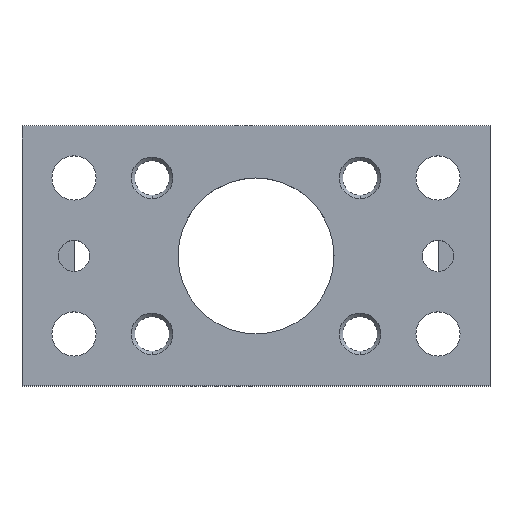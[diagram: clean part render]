
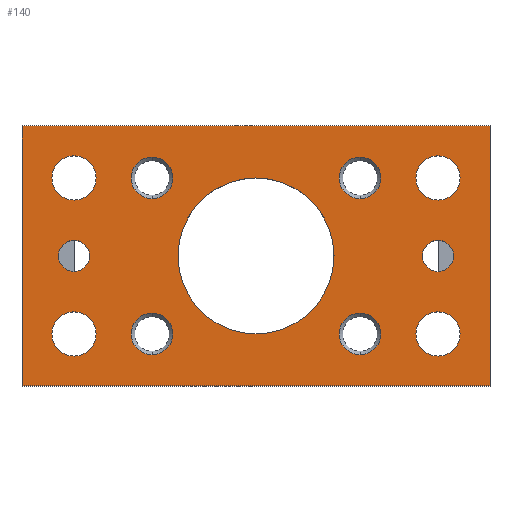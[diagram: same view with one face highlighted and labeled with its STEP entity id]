
A CAD part, top view. The second image highlights one B-rep face of the part: STEP entity #140.
In plain terms, the highlighted planar face has unit normal (0, 0, 1).
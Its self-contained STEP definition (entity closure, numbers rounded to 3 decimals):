
#140=ADVANCED_FACE('',(#285,#286,#287,#288,#289,#290,#291,#292,#293,#294,#295,#296),#297,.T.);
#285=FACE_BOUND('',#445,.T.);
#286=FACE_BOUND('',#446,.T.);
#287=FACE_BOUND('',#447,.T.);
#288=FACE_BOUND('',#448,.T.);
#289=FACE_BOUND('',#449,.T.);
#290=FACE_BOUND('',#450,.T.);
#291=FACE_BOUND('',#451,.T.);
#292=FACE_BOUND('',#452,.T.);
#293=FACE_BOUND('',#453,.T.);
#294=FACE_BOUND('',#454,.T.);
#295=FACE_BOUND('',#455,.T.);
#296=FACE_OUTER_BOUND('',#456,.T.);
#297=PLANE('',#457);
#445=EDGE_LOOP('',(#991,#992));
#446=EDGE_LOOP('',(#993,#994));
#447=EDGE_LOOP('',(#995,#996));
#448=EDGE_LOOP('',(#997,#998));
#449=EDGE_LOOP('',(#999,#1000));
#450=EDGE_LOOP('',(#1001,#1002));
#451=EDGE_LOOP('',(#1003,#1004));
#452=EDGE_LOOP('',(#1005,#1006));
#453=EDGE_LOOP('',(#1007,#1008));
#454=EDGE_LOOP('',(#1009,#1010));
#455=EDGE_LOOP('',(#1011,#1012));
#456=EDGE_LOOP('',(#1013,#1014,#1015,#1016));
#457=AXIS2_PLACEMENT_3D('',#1017,#1018,#1019);
#991=ORIENTED_EDGE('',*,*,#1129,.T.);
#992=ORIENTED_EDGE('',*,*,#1223,.T.);
#993=ORIENTED_EDGE('',*,*,#1118,.T.);
#994=ORIENTED_EDGE('',*,*,#1225,.T.);
#995=ORIENTED_EDGE('',*,*,#1107,.T.);
#996=ORIENTED_EDGE('',*,*,#1227,.T.);
#997=ORIENTED_EDGE('',*,*,#1096,.T.);
#998=ORIENTED_EDGE('',*,*,#1229,.T.);
#999=ORIENTED_EDGE('',*,*,#1082,.T.);
#1000=ORIENTED_EDGE('',*,*,#1231,.T.);
#1001=ORIENTED_EDGE('',*,*,#1077,.T.);
#1002=ORIENTED_EDGE('',*,*,#1232,.T.);
#1003=ORIENTED_EDGE('',*,*,#1073,.T.);
#1004=ORIENTED_EDGE('',*,*,#1233,.T.);
#1005=ORIENTED_EDGE('',*,*,#1069,.T.);
#1006=ORIENTED_EDGE('',*,*,#1234,.T.);
#1007=ORIENTED_EDGE('',*,*,#1065,.T.);
#1008=ORIENTED_EDGE('',*,*,#1235,.T.);
#1009=ORIENTED_EDGE('',*,*,#1061,.T.);
#1010=ORIENTED_EDGE('',*,*,#1236,.T.);
#1011=ORIENTED_EDGE('',*,*,#1057,.T.);
#1012=ORIENTED_EDGE('',*,*,#1237,.T.);
#1013=ORIENTED_EDGE('',*,*,#1238,.T.);
#1014=ORIENTED_EDGE('',*,*,#1239,.T.);
#1015=ORIENTED_EDGE('',*,*,#1240,.T.);
#1016=ORIENTED_EDGE('',*,*,#1241,.T.);
#1017=CARTESIAN_POINT('',(0.0,0.0,10.0));
#1018=DIRECTION('',(0.0,0.0,1.0));
#1019=DIRECTION('',(1.0,0.0,0.0));
#1057=EDGE_CURVE('',#1249,#1246,#1250,.T.);
#1061=EDGE_CURVE('',#1257,#1254,#1258,.T.);
#1065=EDGE_CURVE('',#1265,#1262,#1266,.T.);
#1069=EDGE_CURVE('',#1273,#1270,#1274,.T.);
#1073=EDGE_CURVE('',#1281,#1278,#1282,.T.);
#1077=EDGE_CURVE('',#1289,#1286,#1290,.T.);
#1082=EDGE_CURVE('',#1299,#1296,#1300,.T.);
#1096=EDGE_CURVE('',#1319,#1322,#1324,.T.);
#1107=EDGE_CURVE('',#1338,#1341,#1343,.T.);
#1118=EDGE_CURVE('',#1357,#1360,#1362,.T.);
#1129=EDGE_CURVE('',#1376,#1379,#1381,.T.);
#1223=EDGE_CURVE('',#1379,#1376,#1529,.T.);
#1225=EDGE_CURVE('',#1360,#1357,#1531,.T.);
#1227=EDGE_CURVE('',#1341,#1338,#1533,.T.);
#1229=EDGE_CURVE('',#1322,#1319,#1535,.T.);
#1231=EDGE_CURVE('',#1296,#1299,#1537,.T.);
#1232=EDGE_CURVE('',#1286,#1289,#1538,.T.);
#1233=EDGE_CURVE('',#1278,#1281,#1539,.T.);
#1234=EDGE_CURVE('',#1270,#1273,#1540,.T.);
#1235=EDGE_CURVE('',#1262,#1265,#1541,.T.);
#1236=EDGE_CURVE('',#1254,#1257,#1542,.T.);
#1237=EDGE_CURVE('',#1246,#1249,#1543,.T.);
#1238=EDGE_CURVE('',#1544,#1545,#1546,.T.);
#1239=EDGE_CURVE('',#1545,#1547,#1548,.T.);
#1240=EDGE_CURVE('',#1547,#1549,#1550,.T.);
#1241=EDGE_CURVE('',#1549,#1544,#1551,.T.);
#1246=VERTEX_POINT('',#1556);
#1249=VERTEX_POINT('',#1560);
#1250=CIRCLE('',#1561,15.0);
#1254=VERTEX_POINT('',#1566);
#1257=VERTEX_POINT('',#1570);
#1258=CIRCLE('',#1571,4.25);
#1262=VERTEX_POINT('',#1576);
#1265=VERTEX_POINT('',#1580);
#1266=CIRCLE('',#1581,4.25);
#1270=VERTEX_POINT('',#1586);
#1273=VERTEX_POINT('',#1590);
#1274=CIRCLE('',#1591,4.25);
#1278=VERTEX_POINT('',#1596);
#1281=VERTEX_POINT('',#1600);
#1282=CIRCLE('',#1601,4.25);
#1286=VERTEX_POINT('',#1606);
#1289=VERTEX_POINT('',#1610);
#1290=CIRCLE('',#1611,3.0);
#1296=VERTEX_POINT('',#1618);
#1299=VERTEX_POINT('',#1622);
#1300=CIRCLE('',#1623,3.0);
#1319=VERTEX_POINT('',#1647);
#1322=VERTEX_POINT('',#1651);
#1324=CIRCLE('',#1654,4.0);
#1338=VERTEX_POINT('',#1672);
#1341=VERTEX_POINT('',#1676);
#1343=CIRCLE('',#1679,4.0);
#1357=VERTEX_POINT('',#1697);
#1360=VERTEX_POINT('',#1701);
#1362=CIRCLE('',#1704,4.0);
#1376=VERTEX_POINT('',#1722);
#1379=VERTEX_POINT('',#1726);
#1381=CIRCLE('',#1729,4.0);
#1529=CIRCLE('',#1941,4.0);
#1531=CIRCLE('',#1943,4.0);
#1533=CIRCLE('',#1945,4.0);
#1535=CIRCLE('',#1947,4.0);
#1537=CIRCLE('',#1949,3.0);
#1538=CIRCLE('',#1950,3.0);
#1539=CIRCLE('',#1951,4.25);
#1540=CIRCLE('',#1952,4.25);
#1541=CIRCLE('',#1953,4.25);
#1542=CIRCLE('',#1954,4.25);
#1543=CIRCLE('',#1955,15.0);
#1544=VERTEX_POINT('',#1956);
#1545=VERTEX_POINT('',#1957);
#1546=LINE('',#1958,#1959);
#1547=VERTEX_POINT('',#1960);
#1548=LINE('',#1961,#1962);
#1549=VERTEX_POINT('',#1963);
#1550=LINE('',#1964,#1965);
#1551=LINE('',#1966,#1967);
#1556=CARTESIAN_POINT('',(15.0,0.,10.0));
#1560=CARTESIAN_POINT('',(-15.0,0.,10.0));
#1561=AXIS2_PLACEMENT_3D('',#1977,#1978,#1979);
#1566=CARTESIAN_POINT('',(-30.75,-15.0,10.0));
#1570=CARTESIAN_POINT('',(-39.25,-15.0,10.0));
#1571=AXIS2_PLACEMENT_3D('',#1985,#1986,#1987);
#1576=CARTESIAN_POINT('',(-30.75,15.0,10.0));
#1580=CARTESIAN_POINT('',(-39.25,15.0,10.0));
#1581=AXIS2_PLACEMENT_3D('',#1993,#1994,#1995);
#1586=CARTESIAN_POINT('',(39.25,-15.0,10.0));
#1590=CARTESIAN_POINT('',(30.75,-15.0,10.0));
#1591=AXIS2_PLACEMENT_3D('',#2001,#2002,#2003);
#1596=CARTESIAN_POINT('',(39.25,15.0,10.0));
#1600=CARTESIAN_POINT('',(30.75,15.0,10.0));
#1601=AXIS2_PLACEMENT_3D('',#2009,#2010,#2011);
#1606=CARTESIAN_POINT('',(-32.0,0.,10.0));
#1610=CARTESIAN_POINT('',(-38.0,0.,10.0));
#1611=AXIS2_PLACEMENT_3D('',#2017,#2018,#2019);
#1618=CARTESIAN_POINT('',(38.0,0.,10.0));
#1622=CARTESIAN_POINT('',(32.0,0.,10.0));
#1623=AXIS2_PLACEMENT_3D('',#2028,#2029,#2030);
#1647=CARTESIAN_POINT('',(-20.0,-11.0,10.0));
#1651=CARTESIAN_POINT('',(-20.0,-19.0,10.0));
#1654=AXIS2_PLACEMENT_3D('',#2056,#2057,#2058);
#1672=CARTESIAN_POINT('',(-20.0,19.0,10.0));
#1676=CARTESIAN_POINT('',(-20.0,11.0,10.0));
#1679=AXIS2_PLACEMENT_3D('',#2077,#2078,#2079);
#1697=CARTESIAN_POINT('',(20.0,-11.0,10.0));
#1701=CARTESIAN_POINT('',(20.0,-19.0,10.0));
#1704=AXIS2_PLACEMENT_3D('',#2098,#2099,#2100);
#1722=CARTESIAN_POINT('',(20.0,19.0,10.0));
#1726=CARTESIAN_POINT('',(20.0,11.0,10.0));
#1729=AXIS2_PLACEMENT_3D('',#2119,#2120,#2121);
#1941=AXIS2_PLACEMENT_3D('',#2273,#2274,#2275);
#1943=AXIS2_PLACEMENT_3D('',#2279,#2280,#2281);
#1945=AXIS2_PLACEMENT_3D('',#2285,#2286,#2287);
#1947=AXIS2_PLACEMENT_3D('',#2291,#2292,#2293);
#1949=AXIS2_PLACEMENT_3D('',#2297,#2298,#2299);
#1950=AXIS2_PLACEMENT_3D('',#2300,#2301,#2302);
#1951=AXIS2_PLACEMENT_3D('',#2303,#2304,#2305);
#1952=AXIS2_PLACEMENT_3D('',#2306,#2307,#2308);
#1953=AXIS2_PLACEMENT_3D('',#2309,#2310,#2311);
#1954=AXIS2_PLACEMENT_3D('',#2312,#2313,#2314);
#1955=AXIS2_PLACEMENT_3D('',#2315,#2316,#2317);
#1956=CARTESIAN_POINT('',(45.0,-25.0,10.0));
#1957=CARTESIAN_POINT('',(45.0,25.0,10.0));
#1958=CARTESIAN_POINT('',(45.0,0.0,10.0));
#1959=VECTOR('',#2318,1.0);
#1960=CARTESIAN_POINT('',(-45.0,25.0,10.0));
#1961=CARTESIAN_POINT('',(0.0,25.0,10.0));
#1962=VECTOR('',#2319,1.0);
#1963=CARTESIAN_POINT('',(-45.0,-25.0,10.0));
#1964=CARTESIAN_POINT('',(-45.0,0.0,10.0));
#1965=VECTOR('',#2320,1.0);
#1966=CARTESIAN_POINT('',(0.0,-25.0,10.0));
#1967=VECTOR('',#2321,1.0);
#1977=CARTESIAN_POINT('',(0.0,0.0,10.0));
#1978=DIRECTION('',(0.0,0.0,-1.0));
#1979=DIRECTION('',(1.0,0.0,0.0));
#1985=CARTESIAN_POINT('',(-35.0,-15.0,10.0));
#1986=DIRECTION('',(0.0,0.0,-1.0));
#1987=DIRECTION('',(1.0,0.0,0.0));
#1993=CARTESIAN_POINT('',(-35.0,15.0,10.0));
#1994=DIRECTION('',(0.0,0.0,-1.0));
#1995=DIRECTION('',(1.0,0.0,0.0));
#2001=CARTESIAN_POINT('',(35.0,-15.0,10.0));
#2002=DIRECTION('',(0.0,0.0,-1.0));
#2003=DIRECTION('',(1.0,0.0,0.0));
#2009=CARTESIAN_POINT('',(35.0,15.0,10.0));
#2010=DIRECTION('',(0.0,0.0,-1.0));
#2011=DIRECTION('',(1.0,0.0,0.0));
#2017=CARTESIAN_POINT('',(-35.0,0.0,10.0));
#2018=DIRECTION('',(0.0,0.0,-1.0));
#2019=DIRECTION('',(1.0,0.0,0.0));
#2028=CARTESIAN_POINT('',(35.0,0.0,10.0));
#2029=DIRECTION('',(0.0,0.0,-1.0));
#2030=DIRECTION('',(1.0,0.0,0.0));
#2056=CARTESIAN_POINT('',(-20.0,-15.0,10.0));
#2057=DIRECTION('',(0.0,0.0,-1.0));
#2058=DIRECTION('',(0.0,1.0,0.0));
#2077=CARTESIAN_POINT('',(-20.0,15.0,10.0));
#2078=DIRECTION('',(0.0,0.0,-1.0));
#2079=DIRECTION('',(0.0,1.0,0.0));
#2098=CARTESIAN_POINT('',(20.0,-15.0,10.0));
#2099=DIRECTION('',(0.0,0.0,-1.0));
#2100=DIRECTION('',(0.0,1.0,0.0));
#2119=CARTESIAN_POINT('',(20.0,15.0,10.0));
#2120=DIRECTION('',(0.0,0.0,-1.0));
#2121=DIRECTION('',(0.0,1.0,0.0));
#2273=CARTESIAN_POINT('',(20.0,15.0,10.0));
#2274=DIRECTION('',(0.0,0.0,-1.0));
#2275=DIRECTION('',(0.0,1.0,0.0));
#2279=CARTESIAN_POINT('',(20.0,-15.0,10.0));
#2280=DIRECTION('',(0.0,0.0,-1.0));
#2281=DIRECTION('',(0.0,1.0,0.0));
#2285=CARTESIAN_POINT('',(-20.0,15.0,10.0));
#2286=DIRECTION('',(0.0,0.0,-1.0));
#2287=DIRECTION('',(0.0,1.0,0.0));
#2291=CARTESIAN_POINT('',(-20.0,-15.0,10.0));
#2292=DIRECTION('',(0.0,0.0,-1.0));
#2293=DIRECTION('',(0.0,1.0,0.0));
#2297=CARTESIAN_POINT('',(35.0,0.0,10.0));
#2298=DIRECTION('',(0.0,0.0,-1.0));
#2299=DIRECTION('',(1.0,0.0,0.0));
#2300=CARTESIAN_POINT('',(-35.0,0.0,10.0));
#2301=DIRECTION('',(0.0,0.0,-1.0));
#2302=DIRECTION('',(1.0,0.0,0.0));
#2303=CARTESIAN_POINT('',(35.0,15.0,10.0));
#2304=DIRECTION('',(0.0,0.0,-1.0));
#2305=DIRECTION('',(1.0,0.0,0.0));
#2306=CARTESIAN_POINT('',(35.0,-15.0,10.0));
#2307=DIRECTION('',(0.0,0.0,-1.0));
#2308=DIRECTION('',(1.0,0.0,0.0));
#2309=CARTESIAN_POINT('',(-35.0,15.0,10.0));
#2310=DIRECTION('',(0.0,0.0,-1.0));
#2311=DIRECTION('',(1.0,0.0,0.0));
#2312=CARTESIAN_POINT('',(-35.0,-15.0,10.0));
#2313=DIRECTION('',(0.0,0.0,-1.0));
#2314=DIRECTION('',(1.0,0.0,0.0));
#2315=CARTESIAN_POINT('',(0.0,0.0,10.0));
#2316=DIRECTION('',(0.0,0.0,-1.0));
#2317=DIRECTION('',(1.0,0.0,0.0));
#2318=DIRECTION('',(0.0,1.0,0.0));
#2319=DIRECTION('',(-1.0,0.0,0.0));
#2320=DIRECTION('',(0.0,-1.0,0.0));
#2321=DIRECTION('',(1.0,0.0,0.0));
